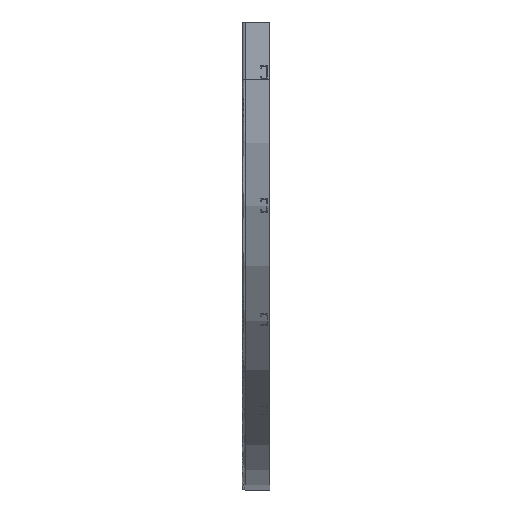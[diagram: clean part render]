
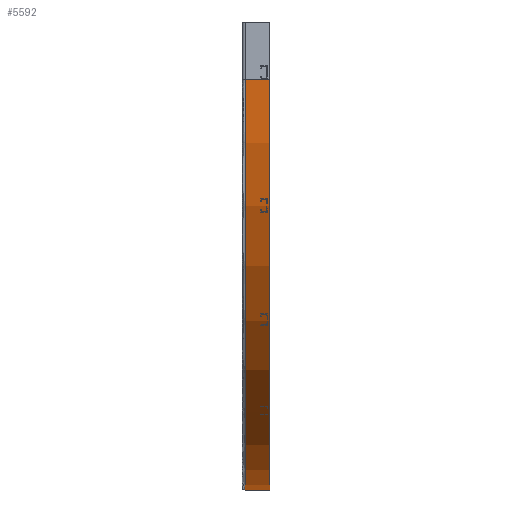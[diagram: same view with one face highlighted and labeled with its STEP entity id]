
A CAD part, left-side view. The second image highlights one B-rep face of the part: STEP entity #5592.
In plain terms, the highlighted cylindrical face has radius 900 mm (diameter 1800 mm), a partial arc.
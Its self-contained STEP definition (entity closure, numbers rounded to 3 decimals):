
#143 = AXIS2_PLACEMENT_3D ( 'NONE', #7584, #7440, #7031 ) ;
#215 = CARTESIAN_POINT ( 'NONE',  ( -900., 54., -125. ) ) ;
#320 = FACE_OUTER_BOUND ( 'NONE', #1413, .T. ) ;
#339 = DIRECTION ( 'NONE',  ( 0., -1., 0. ) ) ;
#368 = AXIS2_PLACEMENT_3D ( 'NONE', #215, #339, #402 ) ;
#402 = DIRECTION ( 'NONE',  ( 0., 0., 1. ) ) ;
#915 = CYLINDRICAL_SURFACE ( 'NONE', #143, 900. ) ;
#1217 = AXIS2_PLACEMENT_3D ( 'NONE', #5894, #5919, #5964 ) ;
#1413 = EDGE_LOOP ( 'NONE', ( #3731, #3952, #3972, #4142 ) ) ;
#1690 = CIRCLE ( 'NONE', #368, 900. ) ;
#2224 = VECTOR ( 'NONE', #6449, 1000. ) ;
#2228 = EDGE_CURVE ( 'NONE', #4751, #3270, #1690, .T. ) ;
#2390 = CIRCLE ( 'NONE', #1217, 900. ) ;
#2476 = LINE ( 'NONE', #7438, #5837 ) ;
#2614 = EDGE_CURVE ( 'NONE', #3143, #6183, #2390, .T. ) ;
#3127 = EDGE_CURVE ( 'NONE', #3270, #3143, #5407, .T. ) ;
#3143 = VERTEX_POINT ( 'NONE', #6357 ) ;
#3270 = VERTEX_POINT ( 'NONE', #5147 ) ;
#3663 = DIRECTION ( 'NONE',  ( 0., 1., 0. ) ) ;
#3731 = ORIENTED_EDGE ( 'NONE', *, *, #2614, .T. ) ;
#3952 = ORIENTED_EDGE ( 'NONE', *, *, #7641, .T. ) ;
#3972 = ORIENTED_EDGE ( 'NONE', *, *, #2228, .T. ) ;
#4142 = ORIENTED_EDGE ( 'NONE', *, *, #3127, .T. ) ;
#4751 = VERTEX_POINT ( 'NONE', #7636 ) ;
#5147 = CARTESIAN_POINT ( 'NONE',  ( 0., 54., -125. ) ) ;
#5407 = LINE ( 'NONE', #6467, #2224 ) ;
#5592 = ADVANCED_FACE ( 'NONE', ( #320 ), #915, .T. ) ;
#5837 = VECTOR ( 'NONE', #3663, 1000. ) ;
#5894 = CARTESIAN_POINT ( 'NONE',  ( -900., 0., -125. ) ) ;
#5919 = DIRECTION ( 'NONE',  ( 0., 1., 0. ) ) ;
#5964 = DIRECTION ( 'NONE',  ( 0., 0., 1. ) ) ;
#6183 = VERTEX_POINT ( 'NONE', #6465 ) ;
#6357 = CARTESIAN_POINT ( 'NONE',  ( 0., 0., -125. ) ) ;
#6449 = DIRECTION ( 'NONE',  ( 0., -1., 0. ) ) ;
#6465 = CARTESIAN_POINT ( 'NONE',  ( -900., 0., -1025. ) ) ;
#6467 = CARTESIAN_POINT ( 'NONE',  ( 0., 0., -125. ) ) ;
#7031 = DIRECTION ( 'NONE',  ( 0., 0., 1. ) ) ;
#7438 = CARTESIAN_POINT ( 'NONE',  ( -900., 0., -1025. ) ) ;
#7440 = DIRECTION ( 'NONE',  ( 0., 1., 0. ) ) ;
#7584 = CARTESIAN_POINT ( 'NONE',  ( -900., 0., -125. ) ) ;
#7636 = CARTESIAN_POINT ( 'NONE',  ( -900., 54., -1025. ) ) ;
#7641 = EDGE_CURVE ( 'NONE', #6183, #4751, #2476, .T. ) ;
